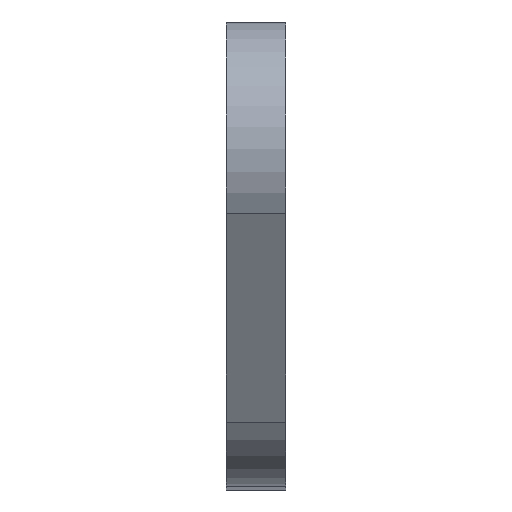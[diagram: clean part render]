
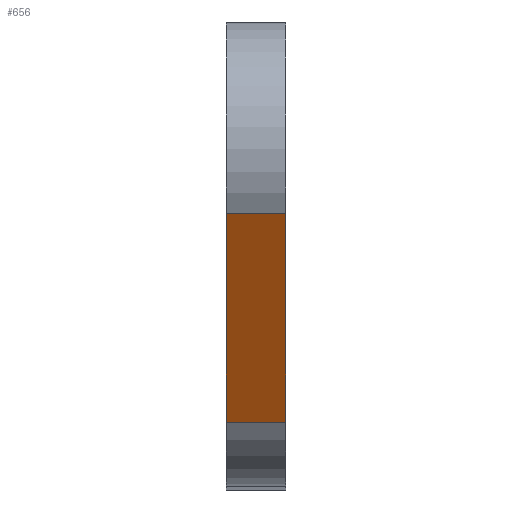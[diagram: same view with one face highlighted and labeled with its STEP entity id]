
A CAD part, top view. The second image highlights one B-rep face of the part: STEP entity #656.
In plain terms, the highlighted planar face has unit normal (0, -0.5, 0.866).
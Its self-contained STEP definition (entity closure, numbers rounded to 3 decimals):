
#57=PLANE('',#752);
#84=FACE_OUTER_BOUND('',#115,.T.);
#115=EDGE_LOOP('',(#520,#521,#522,#523));
#188=LINE('',#1101,#225);
#189=LINE('',#1103,#226);
#190=LINE('',#1105,#227);
#191=LINE('',#1106,#228);
#225=VECTOR('',#921,10.);
#226=VECTOR('',#922,10.);
#227=VECTOR('',#923,10.);
#228=VECTOR('',#924,10.);
#333=VERTEX_POINT('',#1099);
#334=VERTEX_POINT('',#1100);
#335=VERTEX_POINT('',#1102);
#336=VERTEX_POINT('',#1104);
#412=EDGE_CURVE('',#333,#334,#188,.T.);
#413=EDGE_CURVE('',#334,#335,#189,.T.);
#414=EDGE_CURVE('',#336,#335,#190,.T.);
#415=EDGE_CURVE('',#333,#336,#191,.T.);
#520=ORIENTED_EDGE('',*,*,#412,.T.);
#521=ORIENTED_EDGE('',*,*,#413,.T.);
#522=ORIENTED_EDGE('',*,*,#414,.F.);
#523=ORIENTED_EDGE('',*,*,#415,.F.);
#656=ADVANCED_FACE('',(#84),#57,.T.);
#752=AXIS2_PLACEMENT_3D('',#1098,#919,#920);
#919=DIRECTION('center_axis',(0.,-0.5,0.866));
#920=DIRECTION('ref_axis',(0.,-0.866,-0.5));
#921=DIRECTION('',(0.,-0.866,-0.5));
#922=DIRECTION('',(1.,0.,0.));
#923=DIRECTION('',(0.,-0.866,-0.5));
#924=DIRECTION('',(1.,0.,0.));
#1098=CARTESIAN_POINT('Origin',(0.,-5.325,9.223));
#1099=CARTESIAN_POINT('',(0.,-5.325,9.223));
#1100=CARTESIAN_POINT('',(0.,-22.732,-0.827));
#1101=CARTESIAN_POINT('',(0.,-5.325,9.223));
#1102=CARTESIAN_POINT('',(5.,-22.732,-0.827));
#1103=CARTESIAN_POINT('',(0.,-22.732,-0.827));
#1104=CARTESIAN_POINT('',(5.,-5.325,9.223));
#1105=CARTESIAN_POINT('',(5.,-5.325,9.223));
#1106=CARTESIAN_POINT('',(0.,-5.325,9.223));
